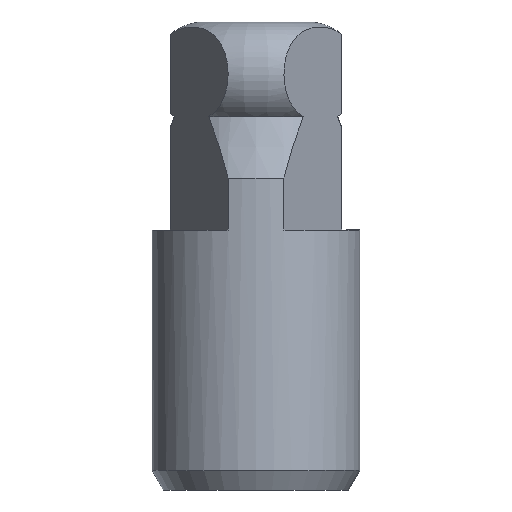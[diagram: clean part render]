
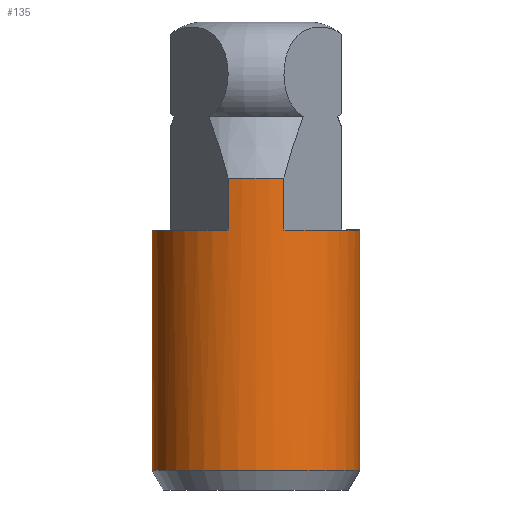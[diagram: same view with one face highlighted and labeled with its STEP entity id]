
A CAD part, left-side view. The second image highlights one B-rep face of the part: STEP entity #135.
In plain terms, the highlighted cylindrical face has radius 8 mm (diameter 16 mm), a partial arc.
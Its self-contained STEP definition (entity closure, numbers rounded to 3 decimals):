
#16 = VECTOR ( 'NONE', #162, 1000. ) ;
#41 = CIRCLE ( 'NONE', #191, 8. ) ;
#52 = DIRECTION ( 'NONE',  ( 0., 0., 1. ) ) ;
#68 = DIRECTION ( 'NONE',  ( 0., 0., -1. ) ) ;
#74 = VECTOR ( 'NONE', #372, 1000. ) ;
#77 = ORIENTED_EDGE ( 'NONE', *, *, #476, .T. ) ;
#78 = EDGE_CURVE ( 'NONE', #906, #895, #663, .T. ) ;
#106 = AXIS2_PLACEMENT_3D ( 'NONE', #761, #52, #293 ) ;
#108 = LINE ( 'NONE', #589, #74 ) ;
#134 = CARTESIAN_POINT ( 'NONE',  ( 0., 0., 1.5 ) ) ;
#135 = ADVANCED_FACE ( 'NONE', ( #305 ), #1005, .T. ) ;
#136 = CARTESIAN_POINT ( 'NONE',  ( 0., 0., 0. ) ) ;
#150 = DIRECTION ( 'NONE',  ( 0., -1., 0. ) ) ;
#162 = DIRECTION ( 'NONE',  ( 0., 0., -1. ) ) ;
#163 = VERTEX_POINT ( 'NONE', #532 ) ;
#166 = CARTESIAN_POINT ( 'NONE',  ( -7.706, 2.15, 20. ) ) ;
#174 = CARTESIAN_POINT ( 'NONE',  ( -7.706, 2.15, 24. ) ) ;
#189 = CARTESIAN_POINT ( 'NONE',  ( 0., 8., 20. ) ) ;
#191 = AXIS2_PLACEMENT_3D ( 'NONE', #270, #576, #962 ) ;
#199 = VERTEX_POINT ( 'NONE', #876 ) ;
#221 = ORIENTED_EDGE ( 'NONE', *, *, #795, .F. ) ;
#233 = EDGE_CURVE ( 'NONE', #199, #976, #547, .T. ) ;
#270 = CARTESIAN_POINT ( 'NONE',  ( 0., 0., 20. ) ) ;
#273 = CARTESIAN_POINT ( 'NONE',  ( 0., -8., 0. ) ) ;
#274 = VECTOR ( 'NONE', #860, 1000. ) ;
#293 = DIRECTION ( 'NONE',  ( 0., 1., 0. ) ) ;
#299 = EDGE_LOOP ( 'NONE', ( #221, #77, #493, #584, #508, #720, #837, #415 ) ) ;
#305 = FACE_OUTER_BOUND ( 'NONE', #299, .T. ) ;
#327 = CARTESIAN_POINT ( 'NONE',  ( -7.706, -2.15, 20. ) ) ;
#345 = EDGE_CURVE ( 'NONE', #976, #163, #596, .T. ) ;
#372 = DIRECTION ( 'NONE',  ( 0., 0., 1. ) ) ;
#383 = DIRECTION ( 'NONE',  ( 0., 0., -1. ) ) ;
#392 = LINE ( 'NONE', #397, #548 ) ;
#397 = CARTESIAN_POINT ( 'NONE',  ( 0., 8., 0. ) ) ;
#415 = ORIENTED_EDGE ( 'NONE', *, *, #423, .F. ) ;
#420 = VERTEX_POINT ( 'NONE', #327 ) ;
#423 = EDGE_CURVE ( 'NONE', #862, #895, #785, .T. ) ;
#449 = DIRECTION ( 'NONE',  ( 0., 0., -1. ) ) ;
#464 = CARTESIAN_POINT ( 'NONE',  ( 0., 0., 24. ) ) ;
#476 = EDGE_CURVE ( 'NONE', #746, #163, #392, .T. ) ;
#493 = ORIENTED_EDGE ( 'NONE', *, *, #345, .F. ) ;
#503 = AXIS2_PLACEMENT_3D ( 'NONE', #136, #383, #607 ) ;
#508 = ORIENTED_EDGE ( 'NONE', *, *, #665, .F. ) ;
#532 = CARTESIAN_POINT ( 'NONE',  ( 0., 8., 1.5 ) ) ;
#547 = LINE ( 'NONE', #273, #16 ) ;
#548 = VECTOR ( 'NONE', #68, 1000. ) ;
#549 = CIRCLE ( 'NONE', #106, 8. ) ;
#576 = DIRECTION ( 'NONE',  ( 0., 0., 1. ) ) ;
#584 = ORIENTED_EDGE ( 'NONE', *, *, #233, .F. ) ;
#589 = CARTESIAN_POINT ( 'NONE',  ( -7.706, -2.15, 20. ) ) ;
#596 = CIRCLE ( 'NONE', #954, 8. ) ;
#607 = DIRECTION ( 'NONE',  ( 0., -1., 0. ) ) ;
#663 = CIRCLE ( 'NONE', #735, 8. ) ;
#665 = EDGE_CURVE ( 'NONE', #420, #199, #41, .T. ) ;
#710 = CARTESIAN_POINT ( 'NONE',  ( 0., -8., 1.5 ) ) ;
#720 = ORIENTED_EDGE ( 'NONE', *, *, #727, .T. ) ;
#727 = EDGE_CURVE ( 'NONE', #420, #906, #108, .T. ) ;
#735 = AXIS2_PLACEMENT_3D ( 'NONE', #464, #922, #150 ) ;
#745 = DIRECTION ( 'NONE',  ( 0., -1., 0. ) ) ;
#746 = VERTEX_POINT ( 'NONE', #189 ) ;
#761 = CARTESIAN_POINT ( 'NONE',  ( 0., 0., 20. ) ) ;
#785 = LINE ( 'NONE', #931, #274 ) ;
#795 = EDGE_CURVE ( 'NONE', #746, #862, #549, .T. ) ;
#803 = CARTESIAN_POINT ( 'NONE',  ( -7.706, -2.15, 24. ) ) ;
#837 = ORIENTED_EDGE ( 'NONE', *, *, #78, .T. ) ;
#860 = DIRECTION ( 'NONE',  ( 0., 0., 1. ) ) ;
#862 = VERTEX_POINT ( 'NONE', #166 ) ;
#876 = CARTESIAN_POINT ( 'NONE',  ( 0., -8., 20. ) ) ;
#895 = VERTEX_POINT ( 'NONE', #174 ) ;
#906 = VERTEX_POINT ( 'NONE', #803 ) ;
#922 = DIRECTION ( 'NONE',  ( 0., 0., -1. ) ) ;
#931 = CARTESIAN_POINT ( 'NONE',  ( -7.706, 2.15, 20. ) ) ;
#954 = AXIS2_PLACEMENT_3D ( 'NONE', #134, #449, #745 ) ;
#962 = DIRECTION ( 'NONE',  ( 0., 1., 0. ) ) ;
#976 = VERTEX_POINT ( 'NONE', #710 ) ;
#1005 = CYLINDRICAL_SURFACE ( 'NONE', #503, 8. ) ;
